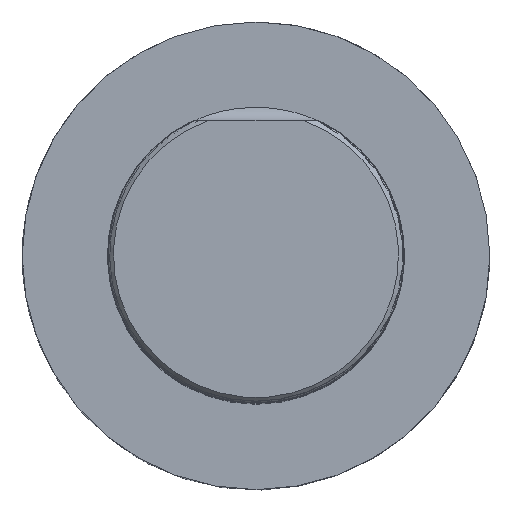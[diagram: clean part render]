
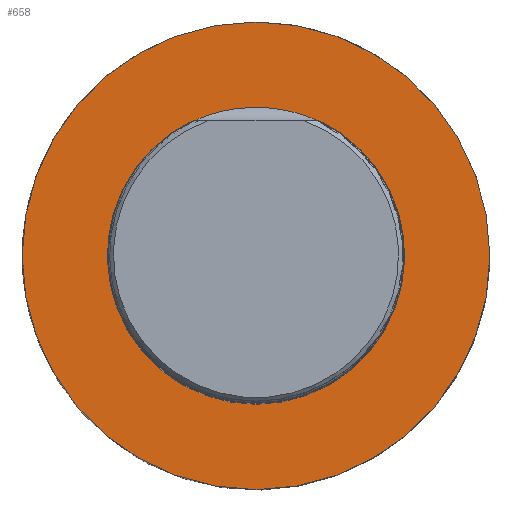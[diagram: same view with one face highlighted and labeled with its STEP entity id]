
A CAD part, top view. The second image highlights one B-rep face of the part: STEP entity #658.
In plain terms, the highlighted face is planar.
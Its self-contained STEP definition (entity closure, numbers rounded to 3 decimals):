
#221=FACE_BOUND('',#1500,.T.);
#222=FACE_BOUND('',#1501,.T.);
#435=PLANE('',#7438);
#658=ADVANCED_FACE('TB_IB_SU_5',(#221,#222),#435,.T.);
#1500=EDGE_LOOP('',(#3606));
#1501=EDGE_LOOP('',(#3607));
#3606=ORIENTED_EDGE('',*,*,#6234,.T.);
#3607=ORIENTED_EDGE('',*,*,#6241,.T.);
#5549=VERTEX_POINT('',#14987);
#5554=VERTEX_POINT('',#15048);
#6234=EDGE_CURVE('',#5549,#5549,#7128,.T.);
#6241=EDGE_CURVE('',#5554,#5554,#7129,.T.);
#7128=CIRCLE('',#7433,40.);
#7129=CIRCLE('',#7437,25.396);
#7433=AXIS2_PLACEMENT_3D('',#14986,#8272,#8273);
#7437=AXIS2_PLACEMENT_3D('',#15047,#8280,#8281);
#7438=AXIS2_PLACEMENT_3D('',#15049,#8282,#8283);
#8272=DIRECTION('',(0.,1.,0.));
#8273=DIRECTION('',(0.,0.,1.));
#8280=DIRECTION('',(0.,-1.,0.));
#8281=DIRECTION('',(0.,0.,-1.));
#8282=DIRECTION('',(0.,1.,0.));
#8283=DIRECTION('',(0.,0.,1.));
#14986=CARTESIAN_POINT('',(0.,0.,0.));
#14987=CARTESIAN_POINT('',(0.,0.,40.));
#15047=CARTESIAN_POINT('',(0.,0.,0.));
#15048=CARTESIAN_POINT('',(0.,0.,-25.396));
#15049=CARTESIAN_POINT('',(0.,0.,0.));
